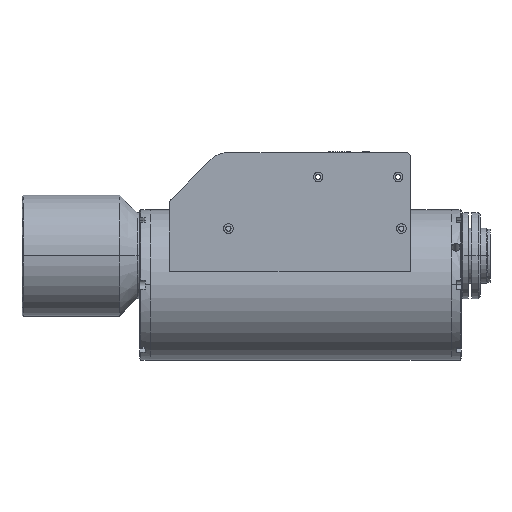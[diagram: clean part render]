
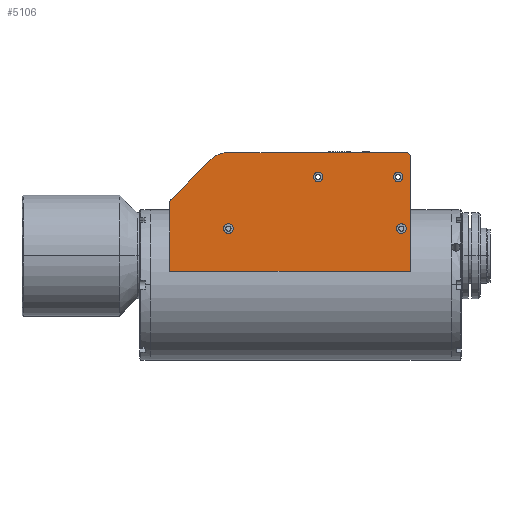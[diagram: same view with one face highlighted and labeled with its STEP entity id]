
A CAD part, top view. The second image highlights one B-rep face of the part: STEP entity #5106.
In plain terms, the highlighted planar face has unit normal (0, 0, 1).
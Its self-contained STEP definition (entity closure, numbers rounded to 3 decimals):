
#9 = EDGE_CURVE ( 'NONE', #1764, #3842, #17950, .T. ) ;
#73 = CARTESIAN_POINT ( 'NONE',  ( -134.292, 36.5, 34.5 ) ) ;
#93 = VECTOR ( 'NONE', #20751, 1000. ) ;
#302 = DIRECTION ( 'NONE',  ( 1., 0., 0. ) ) ;
#336 = ORIENTED_EDGE ( 'NONE', *, *, #12803, .F. ) ;
#378 = CARTESIAN_POINT ( 'NONE',  ( -57.72, 36.4, 34.5 ) ) ;
#401 = DIRECTION ( 'NONE',  ( 0., 0., 1. ) ) ;
#774 = VERTEX_POINT ( 'NONE', #9029 ) ;
#796 = DIRECTION ( 'NONE',  ( 0., 0., 1. ) ) ;
#798 = DIRECTION ( 'NONE',  ( 1., 0., 0. ) ) ;
#1157 = EDGE_CURVE ( 'NONE', #6917, #11813, #7753, .T. ) ;
#1248 = LINE ( 'NONE', #13228, #13384 ) ;
#1257 = ORIENTED_EDGE ( 'NONE', *, *, #3792, .F. ) ;
#1459 = ORIENTED_EDGE ( 'NONE', *, *, #8975, .T. ) ;
#1470 = VERTEX_POINT ( 'NONE', #6534 ) ;
#1587 = VERTEX_POINT ( 'NONE', #6883 ) ;
#1764 = VERTEX_POINT ( 'NONE', #4187 ) ;
#1786 = CIRCLE ( 'NONE', #12556, 2.2 ) ;
#1975 = CIRCLE ( 'NONE', #3869, 2.2 ) ;
#2009 = AXIS2_PLACEMENT_3D ( 'NONE', #13594, #16936, #3895 ) ;
#2059 = CIRCLE ( 'NONE', #5319, 2.2 ) ;
#2071 = CARTESIAN_POINT ( 'NONE',  ( -90.32, 36.4, 34.5 ) ) ;
#2368 = CARTESIAN_POINT ( 'NONE',  ( -134.02, 12.5, 34.5 ) ) ;
#3188 = LINE ( 'NONE', #18501, #19718 ) ;
#3247 = CIRCLE ( 'NONE', #8625, 2.2 ) ;
#3298 = ORIENTED_EDGE ( 'NONE', *, *, #10501, .T. ) ;
#3421 = CARTESIAN_POINT ( 'NONE',  ( -134.292, 36.5, 34.5 ) ) ;
#3792 = EDGE_CURVE ( 'NONE', #11813, #6917, #14886, .T. ) ;
#3842 = VERTEX_POINT ( 'NONE', #16539 ) ;
#3869 = AXIS2_PLACEMENT_3D ( 'NONE', #2368, #13885, #4033 ) ;
#3895 = DIRECTION ( 'NONE',  ( 1., 0., 0. ) ) ;
#3979 = CARTESIAN_POINT ( 'NONE',  ( -161.22, -7.342, 34.5 ) ) ;
#4033 = DIRECTION ( 'NONE',  ( 1., 0., 0. ) ) ;
#4073 = VERTEX_POINT ( 'NONE', #18952 ) ;
#4187 = CARTESIAN_POINT ( 'NONE',  ( -142.212, 44.42, 34.5 ) ) ;
#4278 = CARTESIAN_POINT ( 'NONE',  ( -167.517, -7.342, 34.5 ) ) ;
#4472 = CARTESIAN_POINT ( 'NONE',  ( -160.576, 26.056, 34.5 ) ) ;
#4502 = LINE ( 'NONE', #4278, #93 ) ;
#4712 = CIRCLE ( 'NONE', #2009, 2.2 ) ;
#4716 = EDGE_CURVE ( 'NONE', #1470, #4073, #8972, .T. ) ;
#4730 = AXIS2_PLACEMENT_3D ( 'NONE', #7856, #19359, #9522 ) ;
#4942 = AXIS2_PLACEMENT_3D ( 'NONE', #17262, #796, #12336 ) ;
#5003 = DIRECTION ( 'NONE',  ( 0., 0., 1. ) ) ;
#5027 = DIRECTION ( 'NONE',  ( 0., 0., 1. ) ) ;
#5099 = DIRECTION ( 'NONE',  ( 1., 0., 0. ) ) ;
#5106 = ADVANCED_FACE ( 'NONE', ( #13010, #15350, #15870, #10981, #19735 ), #13871, .T. ) ;
#5266 = EDGE_CURVE ( 'NONE', #14407, #1470, #3188, .T. ) ;
#5319 = AXIS2_PLACEMENT_3D ( 'NONE', #6755, #18244, #8413 ) ;
#5552 = AXIS2_PLACEMENT_3D ( 'NONE', #11678, #401, #11953 ) ;
#5745 = DIRECTION ( 'NONE',  ( -1., 0., 0. ) ) ;
#6198 = CIRCLE ( 'NONE', #16133, 11.2 ) ;
#6533 = CIRCLE ( 'NONE', #12649, 2.2 ) ;
#6534 = CARTESIAN_POINT ( 'NONE',  ( -49.82, 45.5, 34.5 ) ) ;
#6694 = EDGE_CURVE ( 'NONE', #11841, #21012, #4712, .T. ) ;
#6755 = CARTESIAN_POINT ( 'NONE',  ( -55.52, 36.4, 34.5 ) ) ;
#6838 = AXIS2_PLACEMENT_3D ( 'NONE', #12753, #10204, #302 ) ;
#6883 = CARTESIAN_POINT ( 'NONE',  ( -161.22, 24.5, 34.5 ) ) ;
#6917 = VERTEX_POINT ( 'NONE', #8730 ) ;
#7006 = CARTESIAN_POINT ( 'NONE',  ( -134.292, 47.7, 34.5 ) ) ;
#7252 = VERTEX_POINT ( 'NONE', #378 ) ;
#7463 = ORIENTED_EDGE ( 'NONE', *, *, #13607, .F. ) ;
#7753 = CIRCLE ( 'NONE', #4942, 2.2 ) ;
#7856 = CARTESIAN_POINT ( 'NONE',  ( -54.02, 12.5, 34.5 ) ) ;
#8063 = ORIENTED_EDGE ( 'NONE', *, *, #13335, .F. ) ;
#8181 = CARTESIAN_POINT ( 'NONE',  ( -51.82, 12.5, 34.5 ) ) ;
#8191 = VERTEX_POINT ( 'NONE', #3979 ) ;
#8413 = DIRECTION ( 'NONE',  ( 1., 0., 0. ) ) ;
#8625 = AXIS2_PLACEMENT_3D ( 'NONE', #14896, #5027, #16541 ) ;
#8651 = CIRCLE ( 'NONE', #4730, 2.2 ) ;
#8730 = CARTESIAN_POINT ( 'NONE',  ( -94.72, 36.4, 34.5 ) ) ;
#8972 = CIRCLE ( 'NONE', #6838, 2.2 ) ;
#8975 = EDGE_CURVE ( 'NONE', #1587, #8191, #1248, .T. ) ;
#9029 = CARTESIAN_POINT ( 'NONE',  ( -136.22, 12.5, 34.5 ) ) ;
#9366 = EDGE_CURVE ( 'NONE', #4073, #12270, #17761, .T. ) ;
#9477 = ORIENTED_EDGE ( 'NONE', *, *, #9366, .T. ) ;
#9522 = DIRECTION ( 'NONE',  ( 1., 0., 0. ) ) ;
#10204 = DIRECTION ( 'NONE',  ( 0., 0., 1. ) ) ;
#10263 = VECTOR ( 'NONE', #11379, 1000. ) ;
#10501 = EDGE_CURVE ( 'NONE', #8191, #14407, #4502, .T. ) ;
#10566 = CARTESIAN_POINT ( 'NONE',  ( -56.22, 12.5, 34.5 ) ) ;
#10715 = DIRECTION ( 'NONE',  ( 0., 0., 1. ) ) ;
#10822 = ORIENTED_EDGE ( 'NONE', *, *, #1157, .F. ) ;
#10981 = FACE_BOUND ( 'NONE', #16408, .T. ) ;
#11281 = ORIENTED_EDGE ( 'NONE', *, *, #6694, .F. ) ;
#11343 = VECTOR ( 'NONE', #5745, 1000. ) ;
#11379 = DIRECTION ( 'NONE',  ( -0.707, -0.707, 0. ) ) ;
#11678 = CARTESIAN_POINT ( 'NONE',  ( -92.52, 36.4, 34.5 ) ) ;
#11813 = VERTEX_POINT ( 'NONE', #2071 ) ;
#11841 = VERTEX_POINT ( 'NONE', #10566 ) ;
#11953 = DIRECTION ( 'NONE',  ( 1., 0., 0. ) ) ;
#12108 = ORIENTED_EDGE ( 'NONE', *, *, #19149, .T. ) ;
#12270 = VERTEX_POINT ( 'NONE', #20032 ) ;
#12336 = DIRECTION ( 'NONE',  ( 1., 0., 0. ) ) ;
#12556 = AXIS2_PLACEMENT_3D ( 'NONE', #14873, #5003, #16528 ) ;
#12649 = AXIS2_PLACEMENT_3D ( 'NONE', #20546, #10715, #798 ) ;
#12753 = CARTESIAN_POINT ( 'NONE',  ( -52.02, 45.5, 34.5 ) ) ;
#12803 = EDGE_CURVE ( 'NONE', #774, #20482, #1786, .T. ) ;
#12925 = CARTESIAN_POINT ( 'NONE',  ( -131.82, 12.5, 34.5 ) ) ;
#13010 = FACE_BOUND ( 'NONE', #16629, .T. ) ;
#13120 = ORIENTED_EDGE ( 'NONE', *, *, #4716, .T. ) ;
#13228 = CARTESIAN_POINT ( 'NONE',  ( -161.22, 1.5, 34.5 ) ) ;
#13335 = EDGE_CURVE ( 'NONE', #20482, #774, #1975, .T. ) ;
#13384 = VECTOR ( 'NONE', #19032, 1000. ) ;
#13415 = DIRECTION ( 'NONE',  ( 0., 0., 1. ) ) ;
#13594 = CARTESIAN_POINT ( 'NONE',  ( -54.02, 12.5, 34.5 ) ) ;
#13607 = EDGE_CURVE ( 'NONE', #20944, #7252, #3247, .T. ) ;
#13871 = PLANE ( 'NONE',  #20356 ) ;
#13885 = DIRECTION ( 'NONE',  ( 0., 0., 1. ) ) ;
#14358 = EDGE_CURVE ( 'NONE', #21012, #11841, #8651, .T. ) ;
#14407 = VERTEX_POINT ( 'NONE', #19429 ) ;
#14590 = DIRECTION ( 'NONE',  ( 0., 1., 0. ) ) ;
#14873 = CARTESIAN_POINT ( 'NONE',  ( -134.02, 12.5, 34.5 ) ) ;
#14886 = CIRCLE ( 'NONE', #5552, 2.2 ) ;
#14896 = CARTESIAN_POINT ( 'NONE',  ( -55.52, 36.4, 34.5 ) ) ;
#14966 = DIRECTION ( 'NONE',  ( 0., 0., 1. ) ) ;
#15193 = ORIENTED_EDGE ( 'NONE', *, *, #18514, .T. ) ;
#15350 = FACE_BOUND ( 'NONE', #17954, .T. ) ;
#15870 = FACE_BOUND ( 'NONE', #18629, .T. ) ;
#16133 = AXIS2_PLACEMENT_3D ( 'NONE', #3421, #14966, #5099 ) ;
#16408 = EDGE_LOOP ( 'NONE', ( #7463, #19938 ) ) ;
#16528 = DIRECTION ( 'NONE',  ( 1., 0., 0. ) ) ;
#16539 = CARTESIAN_POINT ( 'NONE',  ( -160.576, 26.056, 34.5 ) ) ;
#16541 = DIRECTION ( 'NONE',  ( 1., 0., 0. ) ) ;
#16629 = EDGE_LOOP ( 'NONE', ( #8063, #336 ) ) ;
#16936 = DIRECTION ( 'NONE',  ( 0., 0., 1. ) ) ;
#17262 = CARTESIAN_POINT ( 'NONE',  ( -92.52, 36.4, 34.5 ) ) ;
#17761 = LINE ( 'NONE', #7006, #11343 ) ;
#17950 = LINE ( 'NONE', #4472, #10263 ) ;
#17954 = EDGE_LOOP ( 'NONE', ( #1257, #10822 ) ) ;
#17976 = ORIENTED_EDGE ( 'NONE', *, *, #9, .T. ) ;
#18244 = DIRECTION ( 'NONE',  ( 0., 0., 1. ) ) ;
#18335 = EDGE_CURVE ( 'NONE', #7252, #20944, #2059, .T. ) ;
#18501 = CARTESIAN_POINT ( 'NONE',  ( -49.82, -1.5, 34.5 ) ) ;
#18514 = EDGE_CURVE ( 'NONE', #3842, #1587, #6533, .T. ) ;
#18629 = EDGE_LOOP ( 'NONE', ( #20684, #11281 ) ) ;
#18771 = ORIENTED_EDGE ( 'NONE', *, *, #5266, .T. ) ;
#18952 = CARTESIAN_POINT ( 'NONE',  ( -52.02, 47.7, 34.5 ) ) ;
#19032 = DIRECTION ( 'NONE',  ( 0., -1., 0. ) ) ;
#19149 = EDGE_CURVE ( 'NONE', #12270, #1764, #6198, .T. ) ;
#19359 = DIRECTION ( 'NONE',  ( 0., 0., 1. ) ) ;
#19429 = CARTESIAN_POINT ( 'NONE',  ( -49.82, -7.342, 34.5 ) ) ;
#19695 = DIRECTION ( 'NONE',  ( 1., 0., 0. ) ) ;
#19718 = VECTOR ( 'NONE', #14590, 1000. ) ;
#19735 = FACE_OUTER_BOUND ( 'NONE', #20917, .T. ) ;
#19938 = ORIENTED_EDGE ( 'NONE', *, *, #18335, .F. ) ;
#20032 = CARTESIAN_POINT ( 'NONE',  ( -134.292, 47.7, 34.5 ) ) ;
#20356 = AXIS2_PLACEMENT_3D ( 'NONE', #73, #13415, #19695 ) ;
#20482 = VERTEX_POINT ( 'NONE', #12925 ) ;
#20546 = CARTESIAN_POINT ( 'NONE',  ( -159.02, 24.5, 34.5 ) ) ;
#20684 = ORIENTED_EDGE ( 'NONE', *, *, #14358, .F. ) ;
#20751 = DIRECTION ( 'NONE',  ( 1., 0., 0. ) ) ;
#20917 = EDGE_LOOP ( 'NONE', ( #12108, #17976, #15193, #1459, #3298, #18771, #13120, #9477 ) ) ;
#20944 = VERTEX_POINT ( 'NONE', #21254 ) ;
#21012 = VERTEX_POINT ( 'NONE', #8181 ) ;
#21254 = CARTESIAN_POINT ( 'NONE',  ( -53.32, 36.4, 34.5 ) ) ;
